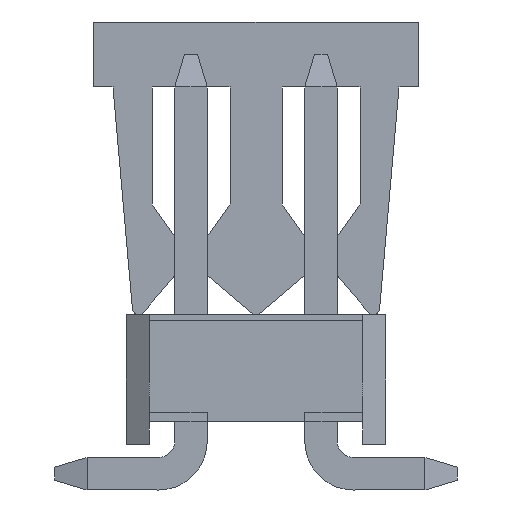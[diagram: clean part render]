
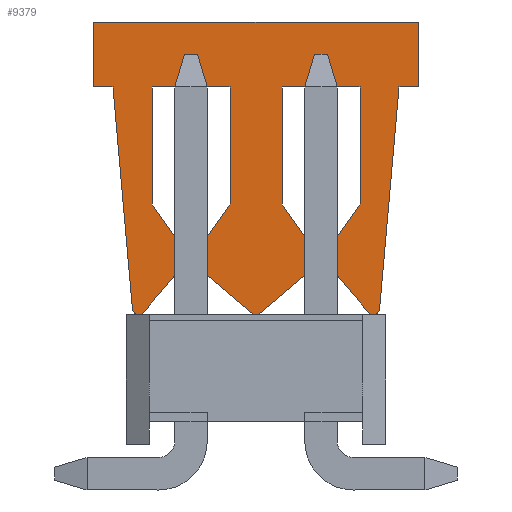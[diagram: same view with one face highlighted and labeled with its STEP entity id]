
A CAD part, left-side view. The second image highlights one B-rep face of the part: STEP entity #9379.
In plain terms, the highlighted face is planar.
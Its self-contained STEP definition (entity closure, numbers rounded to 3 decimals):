
#25=CIRCLE('',#9914,0.1);
#26=CIRCLE('',#9915,0.1);
#27=CIRCLE('',#9916,0.1);
#2587=ORIENTED_EDGE('',*,*,#3957,.F.);
#2588=ORIENTED_EDGE('',*,*,#3926,.F.);
#2589=ORIENTED_EDGE('',*,*,#3958,.F.);
#2590=ORIENTED_EDGE('',*,*,#3928,.F.);
#2591=ORIENTED_EDGE('',*,*,#3959,.F.);
#2592=ORIENTED_EDGE('',*,*,#3960,.F.);
#2593=ORIENTED_EDGE('',*,*,#3961,.F.);
#2594=ORIENTED_EDGE('',*,*,#3962,.F.);
#2595=ORIENTED_EDGE('',*,*,#3963,.F.);
#2596=ORIENTED_EDGE('',*,*,#3964,.F.);
#2597=ORIENTED_EDGE('',*,*,#3965,.F.);
#2598=ORIENTED_EDGE('',*,*,#3966,.F.);
#2599=ORIENTED_EDGE('',*,*,#3967,.F.);
#2600=ORIENTED_EDGE('',*,*,#3968,.F.);
#2601=ORIENTED_EDGE('',*,*,#3969,.F.);
#2602=ORIENTED_EDGE('',*,*,#3970,.F.);
#2603=ORIENTED_EDGE('',*,*,#3971,.F.);
#2604=ORIENTED_EDGE('',*,*,#3972,.F.);
#2605=ORIENTED_EDGE('',*,*,#3973,.F.);
#2606=ORIENTED_EDGE('',*,*,#3974,.F.);
#2607=ORIENTED_EDGE('',*,*,#3975,.F.);
#2608=ORIENTED_EDGE('',*,*,#3976,.F.);
#2609=ORIENTED_EDGE('',*,*,#3977,.F.);
#2610=ORIENTED_EDGE('',*,*,#3978,.F.);
#2611=ORIENTED_EDGE('',*,*,#3979,.F.);
#2612=ORIENTED_EDGE('',*,*,#3980,.F.);
#2613=ORIENTED_EDGE('',*,*,#3981,.F.);
#2614=ORIENTED_EDGE('',*,*,#3982,.F.);
#3926=EDGE_CURVE('',#4762,#4759,#6018,.T.);
#3928=EDGE_CURVE('',#4763,#4765,#6020,.T.);
#3957=EDGE_CURVE('',#4759,#4791,#6046,.T.);
#3958=EDGE_CURVE('',#4765,#4762,#6047,.T.);
#3959=EDGE_CURVE('',#4792,#4763,#6048,.T.);
#3960=EDGE_CURVE('',#4793,#4792,#6049,.T.);
#3961=EDGE_CURVE('',#4794,#4793,#25,.T.);
#3962=EDGE_CURVE('',#4795,#4794,#6050,.T.);
#3963=EDGE_CURVE('',#4796,#4795,#6051,.T.);
#3964=EDGE_CURVE('',#4797,#4796,#6052,.T.);
#3965=EDGE_CURVE('',#4798,#4797,#6053,.T.);
#3966=EDGE_CURVE('',#4799,#4798,#6054,.T.);
#3967=EDGE_CURVE('',#4800,#4799,#6055,.T.);
#3968=EDGE_CURVE('',#4801,#4800,#6056,.T.);
#3969=EDGE_CURVE('',#4802,#4801,#6057,.T.);
#3970=EDGE_CURVE('',#4803,#4802,#6058,.T.);
#3971=EDGE_CURVE('',#4804,#4803,#26,.T.);
#3972=EDGE_CURVE('',#4805,#4804,#6059,.T.);
#3973=EDGE_CURVE('',#4806,#4805,#6060,.T.);
#3974=EDGE_CURVE('',#4807,#4806,#6061,.T.);
#3975=EDGE_CURVE('',#4808,#4807,#6062,.T.);
#3976=EDGE_CURVE('',#4809,#4808,#6063,.T.);
#3977=EDGE_CURVE('',#4810,#4809,#6064,.T.);
#3978=EDGE_CURVE('',#4811,#4810,#6065,.T.);
#3979=EDGE_CURVE('',#4812,#4811,#6066,.T.);
#3980=EDGE_CURVE('',#4813,#4812,#6067,.T.);
#3981=EDGE_CURVE('',#4814,#4813,#27,.T.);
#3982=EDGE_CURVE('',#4791,#4814,#6068,.T.);
#4759=VERTEX_POINT('',#14708);
#4762=VERTEX_POINT('',#14713);
#4763=VERTEX_POINT('',#14717);
#4765=VERTEX_POINT('',#14720);
#4791=VERTEX_POINT('',#14777);
#4792=VERTEX_POINT('',#14780);
#4793=VERTEX_POINT('',#14782);
#4794=VERTEX_POINT('',#14784);
#4795=VERTEX_POINT('',#14786);
#4796=VERTEX_POINT('',#14788);
#4797=VERTEX_POINT('',#14790);
#4798=VERTEX_POINT('',#14792);
#4799=VERTEX_POINT('',#14794);
#4800=VERTEX_POINT('',#14796);
#4801=VERTEX_POINT('',#14798);
#4802=VERTEX_POINT('',#14800);
#4803=VERTEX_POINT('',#14802);
#4804=VERTEX_POINT('',#14804);
#4805=VERTEX_POINT('',#14806);
#4806=VERTEX_POINT('',#14808);
#4807=VERTEX_POINT('',#14810);
#4808=VERTEX_POINT('',#14812);
#4809=VERTEX_POINT('',#14814);
#4810=VERTEX_POINT('',#14816);
#4811=VERTEX_POINT('',#14818);
#4812=VERTEX_POINT('',#14820);
#4813=VERTEX_POINT('',#14822);
#4814=VERTEX_POINT('',#14824);
#6018=LINE('',#14714,#7296);
#6020=LINE('',#14719,#7298);
#6046=LINE('',#14776,#7324);
#6047=LINE('',#14778,#7325);
#6048=LINE('',#14779,#7326);
#6049=LINE('',#14781,#7327);
#6050=LINE('',#14785,#7328);
#6051=LINE('',#14787,#7329);
#6052=LINE('',#14789,#7330);
#6053=LINE('',#14791,#7331);
#6054=LINE('',#14793,#7332);
#6055=LINE('',#14795,#7333);
#6056=LINE('',#14797,#7334);
#6057=LINE('',#14799,#7335);
#6058=LINE('',#14801,#7336);
#6059=LINE('',#14805,#7337);
#6060=LINE('',#14807,#7338);
#6061=LINE('',#14809,#7339);
#6062=LINE('',#14811,#7340);
#6063=LINE('',#14813,#7341);
#6064=LINE('',#14815,#7342);
#6065=LINE('',#14817,#7343);
#6066=LINE('',#14819,#7344);
#6067=LINE('',#14821,#7345);
#6068=LINE('',#14825,#7346);
#7296=VECTOR('',#12098,1000.);
#7298=VECTOR('',#12102,1000.);
#7324=VECTOR('',#12138,1000.);
#7325=VECTOR('',#12139,1000.);
#7326=VECTOR('',#12140,1000.);
#7327=VECTOR('',#12141,1000.);
#7328=VECTOR('',#12144,1000.);
#7329=VECTOR('',#12145,1000.);
#7330=VECTOR('',#12146,1000.);
#7331=VECTOR('',#12147,1000.);
#7332=VECTOR('',#12148,1000.);
#7333=VECTOR('',#12149,1000.);
#7334=VECTOR('',#12150,1000.);
#7335=VECTOR('',#12151,1000.);
#7336=VECTOR('',#12152,1000.);
#7337=VECTOR('',#12155,1000.);
#7338=VECTOR('',#12156,1000.);
#7339=VECTOR('',#12157,1000.);
#7340=VECTOR('',#12158,1000.);
#7341=VECTOR('',#12159,1000.);
#7342=VECTOR('',#12160,1000.);
#7343=VECTOR('',#12161,1000.);
#7344=VECTOR('',#12162,1000.);
#7345=VECTOR('',#12163,1000.);
#7346=VECTOR('',#12166,1000.);
#7878=EDGE_LOOP('',(#2587,#2588,#2589,#2590,#2591,#2592,#2593,#2594,#2595,
#2596,#2597,#2598,#2599,#2600,#2601,#2602,#2603,#2604,#2605,#2606,#2607,
#2608,#2609,#2610,#2611,#2612,#2613,#2614));
#8412=FACE_BOUND('',#7878,.T.);
#8896=PLANE('',#9913);
#9379=ADVANCED_FACE('',(#8412),#8896,.F.);
#9913=AXIS2_PLACEMENT_3D('',#14775,#12136,#12137);
#9914=AXIS2_PLACEMENT_3D('',#14783,#12142,#12143);
#9915=AXIS2_PLACEMENT_3D('',#14803,#12153,#12154);
#9916=AXIS2_PLACEMENT_3D('',#14823,#12164,#12165);
#12098=DIRECTION('',(0.,0.,-1.));
#12102=DIRECTION('',(0.,0.,1.));
#12136=DIRECTION('',(0.,-1.,0.));
#12137=DIRECTION('',(0.,0.,-1.));
#12138=DIRECTION('',(1.,0.,0.));
#12139=DIRECTION('',(-1.,0.,0.));
#12140=DIRECTION('',(1.,0.,0.));
#12141=DIRECTION('',(0.087,0.,0.996));
#12142=DIRECTION('',(0.,-1.,0.));
#12143=DIRECTION('',(0.,0.,-1.));
#12144=DIRECTION('',(0.644,0.,-0.765));
#12145=DIRECTION('',(0.,0.,-1.));
#12146=DIRECTION('',(-0.574,0.,-0.819));
#12147=DIRECTION('',(0.,0.,-1.));
#12148=DIRECTION('',(1.,0.,0.));
#12149=DIRECTION('',(0.,0.,1.));
#12150=DIRECTION('',(-0.574,0.,0.819));
#12151=DIRECTION('',(0.,0.,1.));
#12152=DIRECTION('',(0.765,0.,0.644));
#12153=DIRECTION('',(0.,-1.,0.));
#12154=DIRECTION('',(0.,0.,-1.));
#12155=DIRECTION('',(0.765,0.,-0.644));
#12156=DIRECTION('',(0.,0.,-1.));
#12157=DIRECTION('',(-0.574,0.,-0.819));
#12158=DIRECTION('',(0.,0.,-1.));
#12159=DIRECTION('',(1.,0.,0.));
#12160=DIRECTION('',(0.,0.,1.));
#12161=DIRECTION('',(-0.574,0.,0.819));
#12162=DIRECTION('',(0.,0.,1.));
#12163=DIRECTION('',(0.644,0.,0.765));
#12164=DIRECTION('',(0.,-1.,0.));
#12165=DIRECTION('',(0.,0.,-1.));
#12166=DIRECTION('',(0.087,0.,-0.996));
#14708=CARTESIAN_POINT('',(-2.5,3.25,1.25));
#14713=CARTESIAN_POINT('',(-2.5,3.25,2.25));
#14714=CARTESIAN_POINT('',(-2.5,3.25,2.25));
#14717=CARTESIAN_POINT('',(2.5,3.25,1.25));
#14719=CARTESIAN_POINT('',(2.5,3.25,-2.25));
#14720=CARTESIAN_POINT('',(2.5,3.25,2.25));
#14775=CARTESIAN_POINT('',(0.,3.25,0.));
#14776=CARTESIAN_POINT('',(-2.5,3.25,1.25));
#14777=CARTESIAN_POINT('',(-2.2,3.25,1.25));
#14778=CARTESIAN_POINT('',(2.5,3.25,2.25));
#14779=CARTESIAN_POINT('',(2.5,3.25,1.25));
#14780=CARTESIAN_POINT('',(2.2,3.25,1.25));
#14781=CARTESIAN_POINT('',(2.2,3.25,1.25));
#14782=CARTESIAN_POINT('',(1.902,3.25,-2.159));
#14783=CARTESIAN_POINT('',(1.802,3.25,-2.15));
#14784=CARTESIAN_POINT('',(1.726,3.25,-2.214));
#14785=CARTESIAN_POINT('',(1.726,3.25,-2.214));
#14786=CARTESIAN_POINT('',(1.25,3.25,-1.649));
#14787=CARTESIAN_POINT('',(1.25,3.25,-1.649));
#14788=CARTESIAN_POINT('',(1.25,3.25,-1.049));
#14789=CARTESIAN_POINT('',(1.25,3.25,-1.049));
#14790=CARTESIAN_POINT('',(1.6,3.25,-0.55));
#14791=CARTESIAN_POINT('',(1.6,3.25,-0.55));
#14792=CARTESIAN_POINT('',(1.6,3.25,1.25));
#14793=CARTESIAN_POINT('',(1.6,3.25,1.25));
#14794=CARTESIAN_POINT('',(0.4,3.25,1.25));
#14795=CARTESIAN_POINT('',(0.4,3.25,1.25));
#14796=CARTESIAN_POINT('',(0.4,3.25,-0.55));
#14797=CARTESIAN_POINT('',(0.4,3.25,-0.55));
#14798=CARTESIAN_POINT('',(0.75,3.25,-1.049));
#14799=CARTESIAN_POINT('',(0.75,3.25,-1.049));
#14800=CARTESIAN_POINT('',(0.75,3.25,-1.649));
#14801=CARTESIAN_POINT('',(0.75,3.25,-1.649));
#14802=CARTESIAN_POINT('',(0.064,3.25,-2.226));
#14803=CARTESIAN_POINT('',(0.,3.25,-2.15));
#14804=CARTESIAN_POINT('',(-0.064,3.25,-2.226));
#14805=CARTESIAN_POINT('',(-0.75,3.25,-1.649));
#14806=CARTESIAN_POINT('',(-0.75,3.25,-1.649));
#14807=CARTESIAN_POINT('',(-0.75,3.25,-1.049));
#14808=CARTESIAN_POINT('',(-0.75,3.25,-1.049));
#14809=CARTESIAN_POINT('',(-0.4,3.25,-0.55));
#14810=CARTESIAN_POINT('',(-0.4,3.25,-0.55));
#14811=CARTESIAN_POINT('',(-0.4,3.25,1.25));
#14812=CARTESIAN_POINT('',(-0.4,3.25,1.25));
#14813=CARTESIAN_POINT('',(-1.6,3.25,1.25));
#14814=CARTESIAN_POINT('',(-1.6,3.25,1.25));
#14815=CARTESIAN_POINT('',(-1.6,3.25,-0.55));
#14816=CARTESIAN_POINT('',(-1.6,3.25,-0.55));
#14817=CARTESIAN_POINT('',(-1.25,3.25,-1.049));
#14818=CARTESIAN_POINT('',(-1.25,3.25,-1.049));
#14819=CARTESIAN_POINT('',(-1.25,3.25,-1.649));
#14820=CARTESIAN_POINT('',(-1.25,3.25,-1.649));
#14821=CARTESIAN_POINT('',(-1.726,3.25,-2.214));
#14822=CARTESIAN_POINT('',(-1.726,3.25,-2.214));
#14823=CARTESIAN_POINT('',(-1.802,3.25,-2.15));
#14824=CARTESIAN_POINT('',(-1.902,3.25,-2.159));
#14825=CARTESIAN_POINT('',(-2.2,3.25,1.25));
